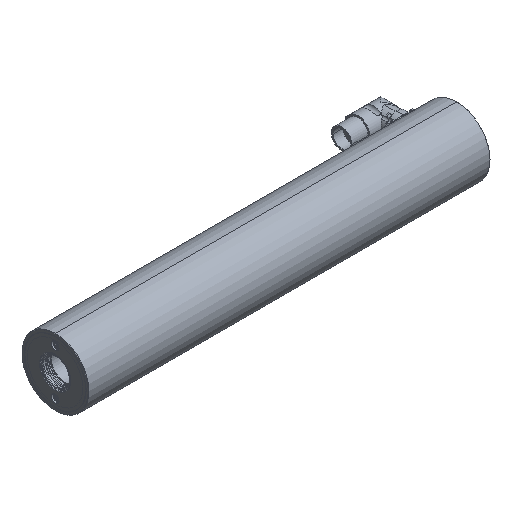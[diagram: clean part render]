
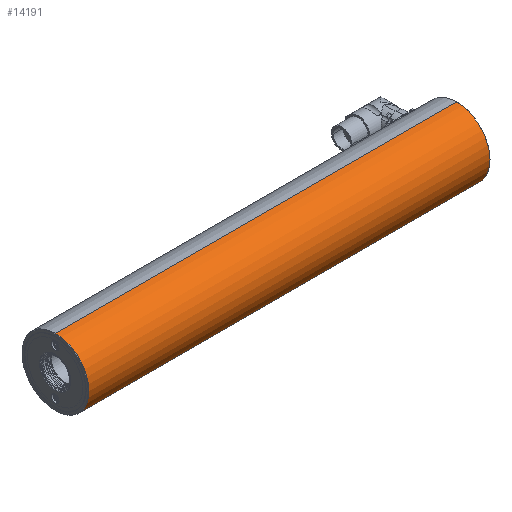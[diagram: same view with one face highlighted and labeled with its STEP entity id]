
A CAD part, isometric view. The second image highlights one B-rep face of the part: STEP entity #14191.
In plain terms, the highlighted cylindrical face has radius 35 mm (diameter 70 mm), a partial arc.
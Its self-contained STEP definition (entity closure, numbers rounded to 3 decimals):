
#456 = VECTOR ( 'NONE', #13412, 1000. ) ;
#667 = DIRECTION ( 'NONE',  ( 1., 0., 0. ) ) ;
#738 = DIRECTION ( 'NONE',  ( 0., 0., -1. ) ) ;
#749 = CYLINDRICAL_SURFACE ( 'NONE', #5552, 35. ) ;
#1293 = CARTESIAN_POINT ( 'NONE',  ( -419.6, 0., 35. ) ) ;
#1652 = VERTEX_POINT ( 'NONE', #14714 ) ;
#1793 = EDGE_CURVE ( 'NONE', #12679, #6142, #3346, .T. ) ;
#2799 = CARTESIAN_POINT ( 'NONE',  ( -0.4, 0., 0. ) ) ;
#2814 = CIRCLE ( 'NONE', #11056, 35. ) ;
#3121 = VECTOR ( 'NONE', #9552, 1000. ) ;
#3346 = CIRCLE ( 'NONE', #17808, 35. ) ;
#3755 = ORIENTED_EDGE ( 'NONE', *, *, #1793, .T. ) ;
#4637 = LINE ( 'NONE', #16959, #456 ) ;
#5552 = AXIS2_PLACEMENT_3D ( 'NONE', #6461, #19261, #14672 ) ;
#6142 = VERTEX_POINT ( 'NONE', #15761 ) ;
#6174 = DIRECTION ( 'NONE',  ( -1., 0., 0. ) ) ;
#6461 = CARTESIAN_POINT ( 'NONE',  ( -420., 0., 0. ) ) ;
#6655 = EDGE_CURVE ( 'NONE', #12679, #16645, #7351, .T. ) ;
#7351 = LINE ( 'NONE', #15668, #3121 ) ;
#8917 = ORIENTED_EDGE ( 'NONE', *, *, #17846, .T. ) ;
#9552 = DIRECTION ( 'NONE',  ( 1., 0., 0. ) ) ;
#9717 = FACE_OUTER_BOUND ( 'NONE', #10301, .T. ) ;
#10301 = EDGE_LOOP ( 'NONE', ( #14334, #3755, #17785, #8917 ) ) ;
#11056 = AXIS2_PLACEMENT_3D ( 'NONE', #2799, #6174, #18903 ) ;
#11819 = CARTESIAN_POINT ( 'NONE',  ( -419.6, 0., 0. ) ) ;
#12679 = VERTEX_POINT ( 'NONE', #1293 ) ;
#13412 = DIRECTION ( 'NONE',  ( 1., 0., 0. ) ) ;
#13940 = CARTESIAN_POINT ( 'NONE',  ( -0.4, 0., 35. ) ) ;
#14191 = ADVANCED_FACE ( 'NONE', ( #9717 ), #749, .T. ) ;
#14334 = ORIENTED_EDGE ( 'NONE', *, *, #6655, .F. ) ;
#14672 = DIRECTION ( 'NONE',  ( 0., 0., -1. ) ) ;
#14714 = CARTESIAN_POINT ( 'NONE',  ( -0.4, 0., -35. ) ) ;
#15116 = EDGE_CURVE ( 'NONE', #6142, #1652, #4637, .T. ) ;
#15668 = CARTESIAN_POINT ( 'NONE',  ( -420., 0., 35. ) ) ;
#15761 = CARTESIAN_POINT ( 'NONE',  ( -419.6, 0., -35. ) ) ;
#16645 = VERTEX_POINT ( 'NONE', #13940 ) ;
#16959 = CARTESIAN_POINT ( 'NONE',  ( -420., 0., -35. ) ) ;
#17785 = ORIENTED_EDGE ( 'NONE', *, *, #15116, .T. ) ;
#17808 = AXIS2_PLACEMENT_3D ( 'NONE', #11819, #667, #738 ) ;
#17846 = EDGE_CURVE ( 'NONE', #1652, #16645, #2814, .T. ) ;
#18903 = DIRECTION ( 'NONE',  ( 0., 0., -1. ) ) ;
#19261 = DIRECTION ( 'NONE',  ( 1., 0., 0. ) ) ;
